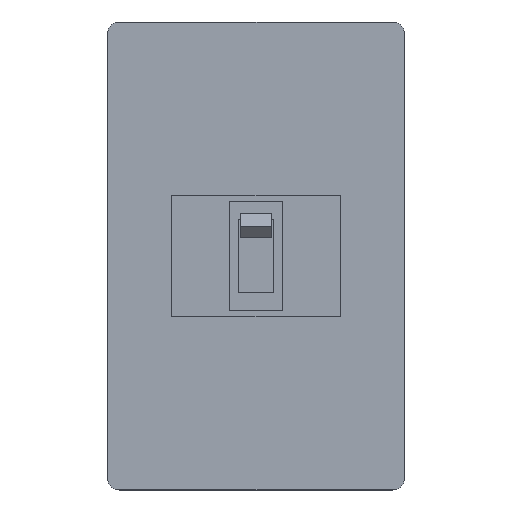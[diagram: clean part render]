
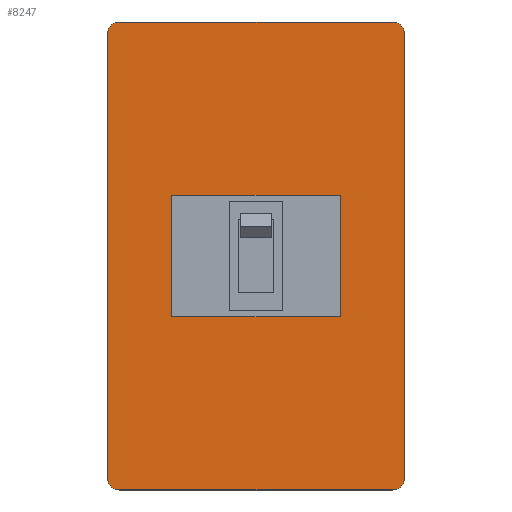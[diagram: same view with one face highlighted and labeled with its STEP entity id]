
A CAD part, top view. The second image highlights one B-rep face of the part: STEP entity #8247.
In plain terms, the highlighted planar face has unit normal (0, 0, 1).
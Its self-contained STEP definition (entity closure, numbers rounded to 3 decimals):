
#350 = VECTOR ( 'NONE', #10142, 1000. ) ;
#491 = CARTESIAN_POINT ( 'NONE',  ( -61., 96., 15. ) ) ;
#739 = ORIENTED_EDGE ( 'NONE', *, *, #9514, .T. ) ;
#772 = EDGE_CURVE ( 'NONE', #2181, #5281, #3046, .T. ) ;
#1058 = LINE ( 'NONE', #5842, #6656 ) ;
#1101 = CARTESIAN_POINT ( 'NONE',  ( 56., -96., 15. ) ) ;
#1271 = VECTOR ( 'NONE', #5146, 1000. ) ;
#1274 = CARTESIAN_POINT ( 'NONE',  ( 34.5, 25., 15. ) ) ;
#1323 = VERTEX_POINT ( 'NONE', #6380 ) ;
#1517 = EDGE_CURVE ( 'NONE', #7808, #2181, #6538, .T. ) ;
#1528 = DIRECTION ( 'NONE',  ( -1., 0., 0. ) ) ;
#1746 = CARTESIAN_POINT ( 'NONE',  ( 56., 91., 15. ) ) ;
#1848 = EDGE_LOOP ( 'NONE', ( #2948, #11749, #5756, #12022 ) ) ;
#1934 = EDGE_CURVE ( 'NONE', #5857, #2917, #6827, .T. ) ;
#2181 = VERTEX_POINT ( 'NONE', #4091 ) ;
#2197 = EDGE_CURVE ( 'NONE', #2917, #2306, #4361, .T. ) ;
#2211 = EDGE_CURVE ( 'NONE', #5486, #12400, #1058, .T. ) ;
#2288 = AXIS2_PLACEMENT_3D ( 'NONE', #5276, #12267, #6279 ) ;
#2306 = VERTEX_POINT ( 'NONE', #5710 ) ;
#2394 = CARTESIAN_POINT ( 'NONE',  ( -56., 91., 15. ) ) ;
#2418 = VECTOR ( 'NONE', #1528, 1000. ) ;
#2430 = ORIENTED_EDGE ( 'NONE', *, *, #10508, .T. ) ;
#2432 = DIRECTION ( 'NONE',  ( 0., 0., 1. ) ) ;
#2486 = DIRECTION ( 'NONE',  ( 1., 0., 0. ) ) ;
#2621 = EDGE_CURVE ( 'NONE', #10424, #5486, #9597, .T. ) ;
#2650 = ORIENTED_EDGE ( 'NONE', *, *, #2621, .T. ) ;
#2674 = CARTESIAN_POINT ( 'NONE',  ( -61., -96., 15. ) ) ;
#2748 = DIRECTION ( 'NONE',  ( 1., 0., 0. ) ) ;
#2917 = VERTEX_POINT ( 'NONE', #10587 ) ;
#2948 = ORIENTED_EDGE ( 'NONE', *, *, #11870, .F. ) ;
#3046 = LINE ( 'NONE', #9161, #350 ) ;
#3722 = DIRECTION ( 'NONE',  ( 0., 1., 0. ) ) ;
#4024 = ORIENTED_EDGE ( 'NONE', *, *, #10759, .T. ) ;
#4042 = VECTOR ( 'NONE', #4609, 1000. ) ;
#4091 = CARTESIAN_POINT ( 'NONE',  ( -61., 91., 15. ) ) ;
#4161 = CARTESIAN_POINT ( 'NONE',  ( 34.5, 25., 15. ) ) ;
#4323 = VECTOR ( 'NONE', #5682, 1000. ) ;
#4361 = LINE ( 'NONE', #4650, #4042 ) ;
#4438 = EDGE_CURVE ( 'NONE', #6510, #7808, #12981, .T. ) ;
#4609 = DIRECTION ( 'NONE',  ( 1., 0., 0. ) ) ;
#4650 = CARTESIAN_POINT ( 'NONE',  ( -34.5, -25., 15. ) ) ;
#5068 = DIRECTION ( 'NONE',  ( 1., 0., 0. ) ) ;
#5074 = AXIS2_PLACEMENT_3D ( 'NONE', #2394, #2432, #2486 ) ;
#5119 = DIRECTION ( 'NONE',  ( 0., 0., 1. ) ) ;
#5142 = LINE ( 'NONE', #11637, #7156 ) ;
#5146 = DIRECTION ( 'NONE',  ( -1., 0., 0. ) ) ;
#5203 = CARTESIAN_POINT ( 'NONE',  ( 56., -91., 15. ) ) ;
#5276 = CARTESIAN_POINT ( 'NONE',  ( -56., -91., 15. ) ) ;
#5281 = VERTEX_POINT ( 'NONE', #6874 ) ;
#5361 = PLANE ( 'NONE',  #10709 ) ;
#5486 = VERTEX_POINT ( 'NONE', #9327 ) ;
#5645 = ORIENTED_EDGE ( 'NONE', *, *, #4438, .T. ) ;
#5682 = DIRECTION ( 'NONE',  ( 1., 0., 0. ) ) ;
#5710 = CARTESIAN_POINT ( 'NONE',  ( 34.5, -25., 15. ) ) ;
#5756 = ORIENTED_EDGE ( 'NONE', *, *, #1934, .F. ) ;
#5842 = CARTESIAN_POINT ( 'NONE',  ( 61., 96., 15. ) ) ;
#5857 = VERTEX_POINT ( 'NONE', #11760 ) ;
#5863 = DIRECTION ( 'NONE',  ( 0., 1., 0. ) ) ;
#6279 = DIRECTION ( 'NONE',  ( 1., 0., 0. ) ) ;
#6366 = DIRECTION ( 'NONE',  ( 1., 0., 0. ) ) ;
#6380 = CARTESIAN_POINT ( 'NONE',  ( -56., -96., 15. ) ) ;
#6510 = VERTEX_POINT ( 'NONE', #7034 ) ;
#6538 = CIRCLE ( 'NONE', #5074, 5. ) ;
#6550 = EDGE_CURVE ( 'NONE', #7873, #5857, #11882, .T. ) ;
#6656 = VECTOR ( 'NONE', #5863, 1000. ) ;
#6827 = LINE ( 'NONE', #12229, #11854 ) ;
#6874 = CARTESIAN_POINT ( 'NONE',  ( -61., -91., 15. ) ) ;
#6901 = ORIENTED_EDGE ( 'NONE', *, *, #2211, .T. ) ;
#6908 = AXIS2_PLACEMENT_3D ( 'NONE', #1746, #8689, #2748 ) ;
#6994 = CARTESIAN_POINT ( 'NONE',  ( -56., 96., 15. ) ) ;
#7034 = CARTESIAN_POINT ( 'NONE',  ( 56., 96., 15. ) ) ;
#7156 = VECTOR ( 'NONE', #3722, 1000. ) ;
#7808 = VERTEX_POINT ( 'NONE', #6994 ) ;
#7873 = VERTEX_POINT ( 'NONE', #1274 ) ;
#8143 = AXIS2_PLACEMENT_3D ( 'NONE', #5203, #5119, #5068 ) ;
#8157 = CIRCLE ( 'NONE', #6908, 5. ) ;
#8247 = ADVANCED_FACE ( 'NONE', ( #10528, #10834 ), #5361, .T. ) ;
#8544 = EDGE_LOOP ( 'NONE', ( #6901, #4024, #5645, #11051, #10387, #2430, #739, #2650 ) ) ;
#8689 = DIRECTION ( 'NONE',  ( 0., 0., 1. ) ) ;
#9010 = CARTESIAN_POINT ( 'NONE',  ( 61., 91., 15. ) ) ;
#9161 = CARTESIAN_POINT ( 'NONE',  ( -61., 96., 15. ) ) ;
#9327 = CARTESIAN_POINT ( 'NONE',  ( 61., -91., 15. ) ) ;
#9514 = EDGE_CURVE ( 'NONE', #1323, #10424, #12587, .T. ) ;
#9597 = CIRCLE ( 'NONE', #8143, 5. ) ;
#9697 = CIRCLE ( 'NONE', #2288, 5. ) ;
#10142 = DIRECTION ( 'NONE',  ( 0., -1., 0. ) ) ;
#10387 = ORIENTED_EDGE ( 'NONE', *, *, #772, .T. ) ;
#10424 = VERTEX_POINT ( 'NONE', #1101 ) ;
#10508 = EDGE_CURVE ( 'NONE', #5281, #1323, #9697, .T. ) ;
#10528 = FACE_OUTER_BOUND ( 'NONE', #8544, .T. ) ;
#10587 = CARTESIAN_POINT ( 'NONE',  ( -34.5, -25., 15. ) ) ;
#10709 = AXIS2_PLACEMENT_3D ( 'NONE', #11289, #12359, #6366 ) ;
#10759 = EDGE_CURVE ( 'NONE', #12400, #6510, #8157, .T. ) ;
#10834 = FACE_BOUND ( 'NONE', #1848, .T. ) ;
#11051 = ORIENTED_EDGE ( 'NONE', *, *, #1517, .T. ) ;
#11289 = CARTESIAN_POINT ( 'NONE',  ( 0., 0., 15. ) ) ;
#11637 = CARTESIAN_POINT ( 'NONE',  ( 34.5, -25., 15. ) ) ;
#11749 = ORIENTED_EDGE ( 'NONE', *, *, #2197, .F. ) ;
#11760 = CARTESIAN_POINT ( 'NONE',  ( -34.5, 25., 15. ) ) ;
#11854 = VECTOR ( 'NONE', #12934, 1000. ) ;
#11870 = EDGE_CURVE ( 'NONE', #2306, #7873, #5142, .T. ) ;
#11882 = LINE ( 'NONE', #4161, #1271 ) ;
#12022 = ORIENTED_EDGE ( 'NONE', *, *, #6550, .F. ) ;
#12229 = CARTESIAN_POINT ( 'NONE',  ( -34.5, 25., 15. ) ) ;
#12267 = DIRECTION ( 'NONE',  ( 0., 0., 1. ) ) ;
#12359 = DIRECTION ( 'NONE',  ( 0., 0., 1. ) ) ;
#12400 = VERTEX_POINT ( 'NONE', #9010 ) ;
#12587 = LINE ( 'NONE', #2674, #4323 ) ;
#12934 = DIRECTION ( 'NONE',  ( 0., -1., 0. ) ) ;
#12981 = LINE ( 'NONE', #491, #2418 ) ;
